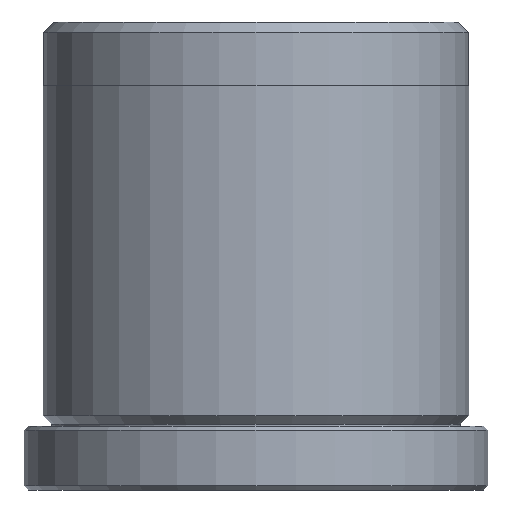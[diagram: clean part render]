
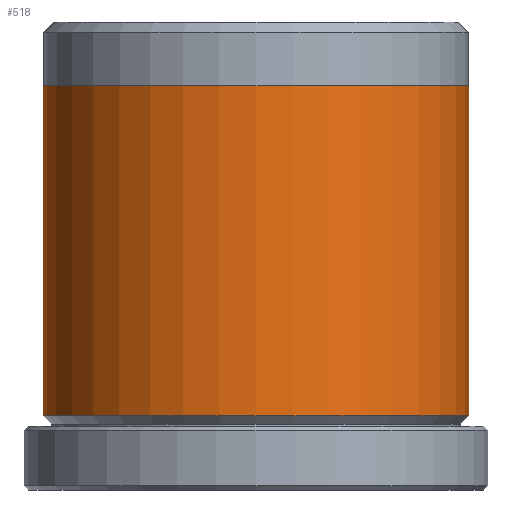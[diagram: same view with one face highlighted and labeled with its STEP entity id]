
A CAD part, front view. The second image highlights one B-rep face of the part: STEP entity #518.
In plain terms, the highlighted cylindrical face has radius 10 mm (diameter 20 mm), a partial arc.
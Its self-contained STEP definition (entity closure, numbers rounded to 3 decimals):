
#43 = AXIS2_PLACEMENT_3D ( 'NONE', #1971, #729, #1791 ) ;
#68 = VERTEX_POINT ( 'NONE', #715 ) ;
#118 = ORIENTED_EDGE ( 'NONE', *, *, #2145, .F. ) ;
#159 = CARTESIAN_POINT ( 'NONE',  ( -10., 0., 19. ) ) ;
#236 = AXIS2_PLACEMENT_3D ( 'NONE', #1582, #464, #1755 ) ;
#386 = EDGE_CURVE ( 'NONE', #742, #1767, #645, .T. ) ;
#427 = EDGE_CURVE ( 'NONE', #68, #1767, #1104, .T. ) ;
#464 = DIRECTION ( 'NONE',  ( 0., 0., 1. ) ) ;
#518 = ADVANCED_FACE ( 'NONE', ( #924 ), #2220, .T. ) ;
#645 = LINE ( 'NONE', #1263, #2044 ) ;
#715 = CARTESIAN_POINT ( 'NONE',  ( 10., 0., 3.5 ) ) ;
#729 = DIRECTION ( 'NONE',  ( 0., 0., -1. ) ) ;
#742 = VERTEX_POINT ( 'NONE', #159 ) ;
#795 = CARTESIAN_POINT ( 'NONE',  ( -10., 0., 3.5 ) ) ;
#924 = FACE_OUTER_BOUND ( 'NONE', #1779, .T. ) ;
#1032 = VECTOR ( 'NONE', #1264, 1000. ) ;
#1069 = CIRCLE ( 'NONE', #236, 10. ) ;
#1080 = DIRECTION ( 'NONE',  ( 0., 0., -1. ) ) ;
#1084 = ORIENTED_EDGE ( 'NONE', *, *, #427, .F. ) ;
#1099 = VERTEX_POINT ( 'NONE', #1346 ) ;
#1104 = CIRCLE ( 'NONE', #43, 10. ) ;
#1144 = ORIENTED_EDGE ( 'NONE', *, *, #1283, .F. ) ;
#1163 = AXIS2_PLACEMENT_3D ( 'NONE', #1446, #1080, #1653 ) ;
#1263 = CARTESIAN_POINT ( 'NONE',  ( -10., 0., 22. ) ) ;
#1264 = DIRECTION ( 'NONE',  ( 0., 0., -1. ) ) ;
#1283 = EDGE_CURVE ( 'NONE', #742, #1099, #1069, .T. ) ;
#1346 = CARTESIAN_POINT ( 'NONE',  ( 10., 0., 19. ) ) ;
#1446 = CARTESIAN_POINT ( 'NONE',  ( 0., 0., 22. ) ) ;
#1582 = CARTESIAN_POINT ( 'NONE',  ( 0., 0., 19. ) ) ;
#1653 = DIRECTION ( 'NONE',  ( -1., 0., 0. ) ) ;
#1755 = DIRECTION ( 'NONE',  ( 1., 0., 0. ) ) ;
#1767 = VERTEX_POINT ( 'NONE', #795 ) ;
#1779 = EDGE_LOOP ( 'NONE', ( #118, #1144, #2072, #1084 ) ) ;
#1791 = DIRECTION ( 'NONE',  ( -1., 0., 0. ) ) ;
#1971 = CARTESIAN_POINT ( 'NONE',  ( 0., 0., 3.5 ) ) ;
#2027 = LINE ( 'NONE', #2284, #1032 ) ;
#2044 = VECTOR ( 'NONE', #2253, 1000. ) ;
#2072 = ORIENTED_EDGE ( 'NONE', *, *, #386, .T. ) ;
#2145 = EDGE_CURVE ( 'NONE', #1099, #68, #2027, .T. ) ;
#2220 = CYLINDRICAL_SURFACE ( 'NONE', #1163, 10. ) ;
#2253 = DIRECTION ( 'NONE',  ( 0., 0., -1. ) ) ;
#2284 = CARTESIAN_POINT ( 'NONE',  ( 10., 0., 22. ) ) ;
